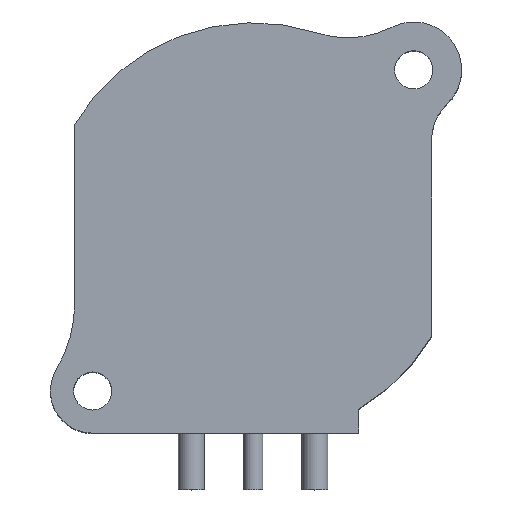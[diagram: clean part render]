
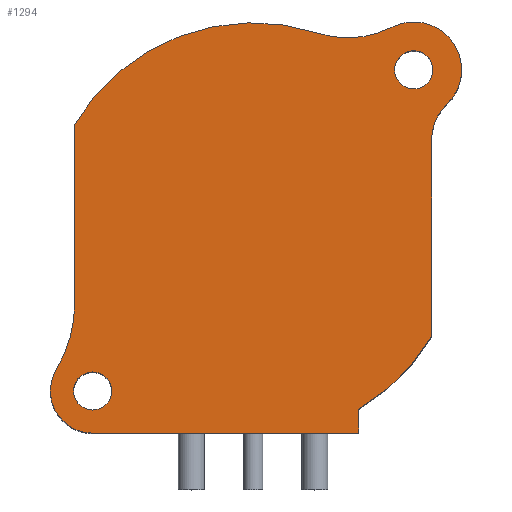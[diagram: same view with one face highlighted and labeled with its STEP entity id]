
A CAD part, top view. The second image highlights one B-rep face of the part: STEP entity #1294.
In plain terms, the highlighted planar face has unit normal (0, 0, 1).
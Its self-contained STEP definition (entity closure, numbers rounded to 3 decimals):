
#378=CARTESIAN_POINT('',(9.9,9.9,19.5));
#379=DIRECTION('',(0.,0.,-1.));
#380=DIRECTION('',(1.,0.,0.));
#381=AXIS2_PLACEMENT_3D('',#378,#379,#380);
#386=CARTESIAN_POINT('',(9.9,9.9,19.5));
#387=DIRECTION('',(0.,0.,-1.));
#388=DIRECTION('',(-1.,0.,0.));
#389=AXIS2_PLACEMENT_3D('',#386,#387,#388);
#394=CARTESIAN_POINT('',(-9.9,-9.9,19.5));
#395=DIRECTION('',(0.,0.,-1.));
#396=DIRECTION('',(1.,0.,0.));
#397=AXIS2_PLACEMENT_3D('',#394,#395,#396);
#402=CARTESIAN_POINT('',(-9.9,-9.9,19.5));
#403=DIRECTION('',(0.,0.,-1.));
#404=DIRECTION('',(-1.,0.,0.));
#405=AXIS2_PLACEMENT_3D('',#402,#403,#404);
#410=DIRECTION('',(0.,-1.,0.));
#411=VECTOR('',#410,11.009);
#412=CARTESIAN_POINT('',(-11.,6.545,19.5));
#413=LINE('',#412,#411);
#417=CARTESIAN_POINT('',(0.,0.,19.5));
#418=DIRECTION('',(0.,0.,1.));
#419=DIRECTION('',(0.31,0.951,0.));
#420=AXIS2_PLACEMENT_3D('',#417,#418,#419);
#425=CARTESIAN_POINT('',(5.833,17.872,19.5));
#426=DIRECTION('',(0.,0.,-1.));
#427=DIRECTION('',(0.454,-0.891,0.));
#428=AXIS2_PLACEMENT_3D('',#425,#426,#427);
#433=CARTESIAN_POINT('',(9.9,9.9,19.5));
#434=DIRECTION('',(0.,0.,1.));
#435=DIRECTION('',(0.689,-0.725,0.));
#436=AXIS2_PLACEMENT_3D('',#433,#434,#435);
#441=CARTESIAN_POINT('',(14.,5.588,19.5));
#442=DIRECTION('',(0.,0.,-1.));
#443=DIRECTION('',(-1.,0.,0.));
#444=AXIS2_PLACEMENT_3D('',#441,#442,#443);
#449=DIRECTION('',(0.,1.,0.));
#450=VECTOR('',#449,12.133);
#451=CARTESIAN_POINT('',(11.,-6.545,19.5));
#452=LINE('',#451,#450);
#456=CARTESIAN_POINT('',(0.,0.,19.5));
#457=DIRECTION('',(0.,0.,1.));
#458=DIRECTION('',(0.508,-0.861,0.));
#459=AXIS2_PLACEMENT_3D('',#456,#457,#458);
#464=DIRECTION('',(0.,1.,0.));
#465=VECTOR('',#464,1.473);
#466=CARTESIAN_POINT('',(6.5,-12.5,19.5));
#467=LINE('',#466,#465);
#471=DIRECTION('',(1.,0.,0.));
#472=VECTOR('',#471,16.4);
#473=CARTESIAN_POINT('',(-9.9,-12.5,19.5));
#474=LINE('',#473,#472);
#478=CARTESIAN_POINT('',(-9.9,-9.9,19.5));
#479=DIRECTION('',(0.,0.,1.));
#480=DIRECTION('',(-0.858,0.513,0.));
#481=AXIS2_PLACEMENT_3D('',#478,#479,#480);
#486=CARTESIAN_POINT('',(-19.,-4.464,19.5));
#487=DIRECTION('',(0.,0.,-1.));
#488=DIRECTION('',(1.,0.,0.));
#489=AXIS2_PLACEMENT_3D('',#486,#487,#488);
#1045=CARTESIAN_POINT('',(-11.,6.545,19.5));
#1046=CARTESIAN_POINT('',(-11.,-4.464,19.5));
#1047=VERTEX_POINT('',#1045);
#1048=VERTEX_POINT('',#1046);
#1049=CARTESIAN_POINT('',(-12.132,-8.567,19.5));
#1050=CARTESIAN_POINT('',(-9.9,-12.5,19.5));
#1051=VERTEX_POINT('',#1049);
#1052=VERTEX_POINT('',#1050);
#1053=CARTESIAN_POINT('',(6.5,-12.5,19.5));
#1054=VERTEX_POINT('',#1053);
#1055=CARTESIAN_POINT('',(6.5,-11.027,19.5));
#1056=VERTEX_POINT('',#1055);
#1057=CARTESIAN_POINT('',(11.,-6.545,19.5));
#1058=CARTESIAN_POINT('',(11.,5.588,19.5));
#1059=VERTEX_POINT('',#1057);
#1060=VERTEX_POINT('',#1058);
#1061=CARTESIAN_POINT('',(11.933,7.762,19.5));
#1062=CARTESIAN_POINT('',(8.559,12.528,19.5));
#1063=VERTEX_POINT('',#1061);
#1064=VERTEX_POINT('',#1062);
#1065=CARTESIAN_POINT('',(3.971,12.168,19.5));
#1066=VERTEX_POINT('',#1065);
#1075=CARTESIAN_POINT('',(11.075,9.9,19.5));
#1076=CARTESIAN_POINT('',(8.725,9.9,19.5));
#1077=VERTEX_POINT('',#1075);
#1078=VERTEX_POINT('',#1076);
#1079=CARTESIAN_POINT('',(-8.725,-9.9,19.5));
#1080=CARTESIAN_POINT('',(-11.075,-9.9,19.5));
#1081=VERTEX_POINT('',#1079);
#1082=VERTEX_POINT('',#1080);
#1255=CARTESIAN_POINT('',(0.,0.,19.5));
#1256=DIRECTION('',(0.,0.,1.));
#1257=DIRECTION('',(1.,0.,0.));
#1258=AXIS2_PLACEMENT_3D('',#1255,#1256,#1257);
#1259=PLANE('',#1258);
#1261=ORIENTED_EDGE('',*,*,#1260,.F.);
#1263=ORIENTED_EDGE('',*,*,#1262,.F.);
#1265=ORIENTED_EDGE('',*,*,#1264,.F.);
#1267=ORIENTED_EDGE('',*,*,#1266,.F.);
#1269=ORIENTED_EDGE('',*,*,#1268,.F.);
#1271=ORIENTED_EDGE('',*,*,#1270,.F.);
#1273=ORIENTED_EDGE('',*,*,#1272,.F.);
#1275=ORIENTED_EDGE('',*,*,#1274,.F.);
#1277=ORIENTED_EDGE('',*,*,#1276,.F.);
#1279=ORIENTED_EDGE('',*,*,#1278,.F.);
#1281=ORIENTED_EDGE('',*,*,#1280,.F.);
#1282=EDGE_LOOP('',(#1261,#1263,#1265,#1267,#1269,#1271,#1273,#1275,#1277,#1279,
#1281));
#1283=FACE_OUTER_BOUND('',#1282,.F.);
#1284=ORIENTED_EDGE('',*,*,#1235,.F.);
#1285=ORIENTED_EDGE('',*,*,#1249,.F.);
#1286=EDGE_LOOP('',(#1284,#1285));
#1287=FACE_BOUND('',#1286,.F.);
#1289=ORIENTED_EDGE('',*,*,#1288,.F.);
#1291=ORIENTED_EDGE('',*,*,#1290,.F.);
#1292=EDGE_LOOP('',(#1289,#1291));
#1293=FACE_BOUND('',#1292,.F.);
#1294=ADVANCED_FACE('',(#1283,#1287,#1293),#1259,.T.);
#382=CIRCLE('',#381,1.175);
#390=CIRCLE('',#389,1.175);
#398=CIRCLE('',#397,1.175);
#406=CIRCLE('',#405,1.175);
#421=CIRCLE('',#420,12.8);
#429=CIRCLE('',#428,6.);
#437=CIRCLE('',#436,2.95);
#445=CIRCLE('',#444,3.);
#460=CIRCLE('',#459,12.8);
#482=CIRCLE('',#481,2.6);
#490=CIRCLE('',#489,8.);
#1235=EDGE_CURVE('',#1077,#1078,#382,.T.);
#1249=EDGE_CURVE('',#1078,#1077,#390,.T.);
#1260=EDGE_CURVE('',#1047,#1048,#413,.T.);
#1262=EDGE_CURVE('',#1066,#1047,#421,.T.);
#1264=EDGE_CURVE('',#1064,#1066,#429,.T.);
#1266=EDGE_CURVE('',#1063,#1064,#437,.T.);
#1268=EDGE_CURVE('',#1060,#1063,#445,.T.);
#1270=EDGE_CURVE('',#1059,#1060,#452,.T.);
#1272=EDGE_CURVE('',#1056,#1059,#460,.T.);
#1274=EDGE_CURVE('',#1054,#1056,#467,.T.);
#1276=EDGE_CURVE('',#1052,#1054,#474,.T.);
#1278=EDGE_CURVE('',#1051,#1052,#482,.T.);
#1280=EDGE_CURVE('',#1048,#1051,#490,.T.);
#1288=EDGE_CURVE('',#1081,#1082,#398,.T.);
#1290=EDGE_CURVE('',#1082,#1081,#406,.T.);
